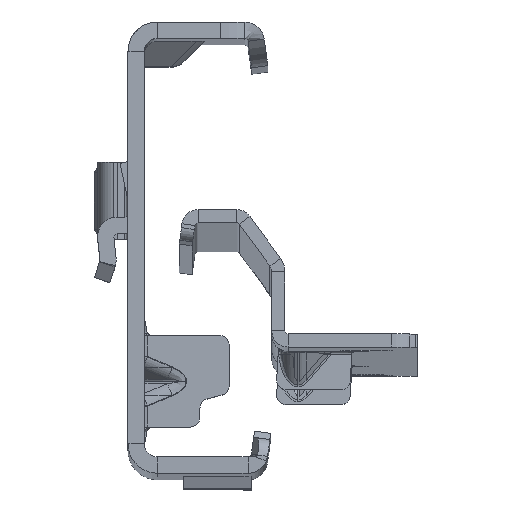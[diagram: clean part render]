
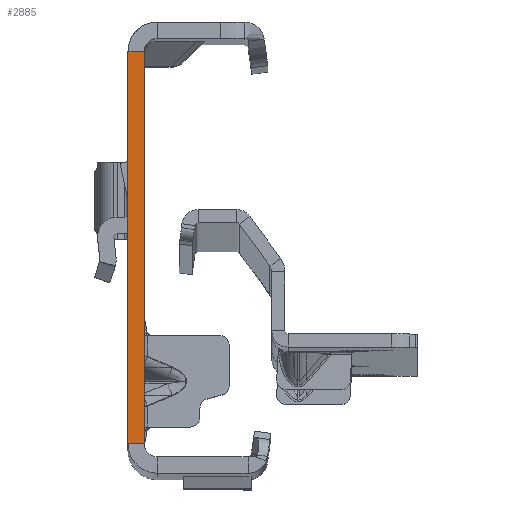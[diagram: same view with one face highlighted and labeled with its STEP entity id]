
A CAD part, top view. The second image highlights one B-rep face of the part: STEP entity #2885.
In plain terms, the highlighted planar face has unit normal (0, 0, 1).
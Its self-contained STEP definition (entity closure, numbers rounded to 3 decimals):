
#49 = CARTESIAN_POINT ( 'NONE',  ( -2.5, -30., 0. ) ) ;
#799 = CARTESIAN_POINT ( 'NONE',  ( 0., -32., 0. ) ) ;
#861 = CARTESIAN_POINT ( 'NONE',  ( 0., -30., 0. ) ) ;
#1576 = LINE ( 'NONE', #7135, #3628 ) ;
#2253 = ORIENTED_EDGE ( 'NONE', *, *, #7601, .F. ) ;
#2885 = ADVANCED_FACE ( 'NONE', ( #7611 ), #17278, .T. ) ;
#3628 = VECTOR ( 'NONE', #4495, 1000. ) ;
#4495 = DIRECTION ( 'NONE',  ( 0., -1., 0. ) ) ;
#4889 = ORIENTED_EDGE ( 'NONE', *, *, #10905, .T. ) ;
#5102 = EDGE_CURVE ( 'NONE', #6277, #14000, #10541, .T. ) ;
#5378 = VERTEX_POINT ( 'NONE', #49 ) ;
#5751 = ORIENTED_EDGE ( 'NONE', *, *, #5102, .T. ) ;
#6277 = VERTEX_POINT ( 'NONE', #12627 ) ;
#6363 = DIRECTION ( 'NONE',  ( 0., -1., 0. ) ) ;
#6459 = EDGE_CURVE ( 'NONE', #12084, #5378, #8800, .T. ) ;
#7135 = CARTESIAN_POINT ( 'NONE',  ( -2.5, -32., 0. ) ) ;
#7601 = EDGE_CURVE ( 'NONE', #6277, #12084, #13265, .T. ) ;
#7611 = FACE_OUTER_BOUND ( 'NONE', #17569, .T. ) ;
#8183 = DIRECTION ( 'NONE',  ( -1., 0., 0. ) ) ;
#8790 = CARTESIAN_POINT ( 'NONE',  ( -2.5, -32., 0. ) ) ;
#8800 = LINE ( 'NONE', #14638, #14579 ) ;
#8952 = AXIS2_PLACEMENT_3D ( 'NONE', #8790, #10321, #8965 ) ;
#8965 = DIRECTION ( 'NONE',  ( 1., 0., 0. ) ) ;
#10321 = DIRECTION ( 'NONE',  ( 0., 0., 1. ) ) ;
#10541 = LINE ( 'NONE', #13575, #15701 ) ;
#10897 = ORIENTED_EDGE ( 'NONE', *, *, #6459, .F. ) ;
#10905 = EDGE_CURVE ( 'NONE', #14000, #5378, #1576, .T. ) ;
#12084 = VERTEX_POINT ( 'NONE', #861 ) ;
#12627 = CARTESIAN_POINT ( 'NONE',  ( 0., 30., 0. ) ) ;
#13071 = CARTESIAN_POINT ( 'NONE',  ( -2.5, 30., 0. ) ) ;
#13265 = LINE ( 'NONE', #799, #17270 ) ;
#13575 = CARTESIAN_POINT ( 'NONE',  ( 0., 30., 0. ) ) ;
#14000 = VERTEX_POINT ( 'NONE', #13071 ) ;
#14579 = VECTOR ( 'NONE', #17387, 1000. ) ;
#14638 = CARTESIAN_POINT ( 'NONE',  ( 0., -30., 0. ) ) ;
#15701 = VECTOR ( 'NONE', #8183, 1000. ) ;
#17270 = VECTOR ( 'NONE', #6363, 1000. ) ;
#17278 = PLANE ( 'NONE',  #8952 ) ;
#17387 = DIRECTION ( 'NONE',  ( -1., 0., 0. ) ) ;
#17569 = EDGE_LOOP ( 'NONE', ( #2253, #5751, #4889, #10897 ) ) ;
